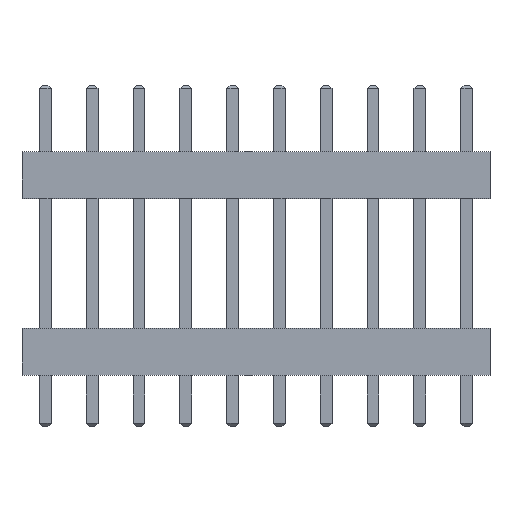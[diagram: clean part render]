
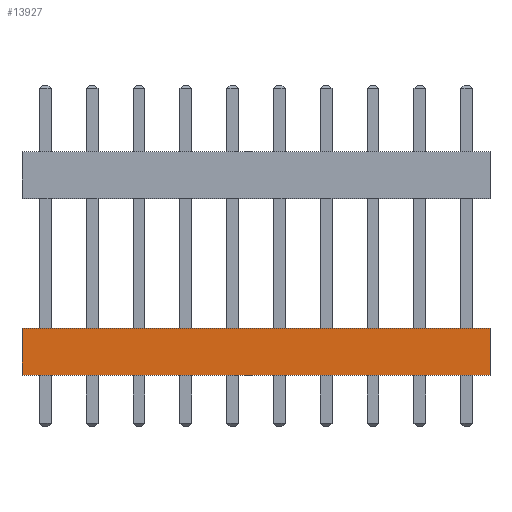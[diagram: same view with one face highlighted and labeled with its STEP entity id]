
A CAD part, top view. The second image highlights one B-rep face of the part: STEP entity #13927.
In plain terms, the highlighted planar face has unit normal (0, 0, 1).
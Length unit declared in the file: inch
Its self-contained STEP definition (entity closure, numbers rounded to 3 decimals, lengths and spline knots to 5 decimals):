
#49=ORIENTED_EDGE('',*,*,#4000,.T.);
#50=ORIENTED_EDGE('',*,*,#4008,.F.);
#51=ORIENTED_EDGE('',*,*,#4009,.F.);
#52=ORIENTED_EDGE('',*,*,#4003,.T.);
#4000=EDGE_CURVE('',#5978,#5980,#7220,.T.);
#4003=EDGE_CURVE('',#5983,#5978,#7223,.T.);
#4008=EDGE_CURVE('',#5987,#5980,#7228,.T.);
#4009=EDGE_CURVE('',#5983,#5987,#7229,.T.);
#5978=VERTEX_POINT('',#19157);
#5980=VERTEX_POINT('',#19161);
#5983=VERTEX_POINT('',#19169);
#5987=VERTEX_POINT('',#19179);
#7220=LINE('',#19162,#9200);
#7223=LINE('',#19168,#9203);
#7228=LINE('',#19178,#9208);
#7229=LINE('',#19180,#9209);
#9200=VECTOR('',#15572,39.37008);
#9203=VECTOR('',#15577,39.37008);
#9208=VECTOR('',#15584,39.37008);
#9209=VECTOR('',#15585,39.37008);
#11179=EDGE_LOOP('',(#49,#50,#51,#52));
#12153=FACE_BOUND('',#11179,.T.);
#13127=PLANE('',#14764);
#13927=ADVANCED_FACE('',(#12153),#13127,.F.);
#14764=AXIS2_PLACEMENT_3D('',#19177,#15582,#15583);
#15572=DIRECTION('',(1.,0.,0.));
#15577=DIRECTION('',(0.,-1.,0.));
#15582=DIRECTION('',(0.,0.,-1.));
#15583=DIRECTION('',(-1.,0.,0.));
#15584=DIRECTION('',(0.,-1.,0.));
#15585=DIRECTION('',(1.,0.,0.));
#19157=CARTESIAN_POINT('',(-0.5,0.,0.15));
#19161=CARTESIAN_POINT('',(0.5,0.,0.15));
#19162=CARTESIAN_POINT('',(-0.5,0.,0.15));
#19168=CARTESIAN_POINT('',(-0.5,0.1,0.15));
#19169=CARTESIAN_POINT('',(-0.5,0.1,0.15));
#19177=CARTESIAN_POINT('',(-0.5,0.1,0.15));
#19178=CARTESIAN_POINT('',(0.5,0.1,0.15));
#19179=CARTESIAN_POINT('',(0.5,0.1,0.15));
#19180=CARTESIAN_POINT('',(-0.5,0.1,0.15));
